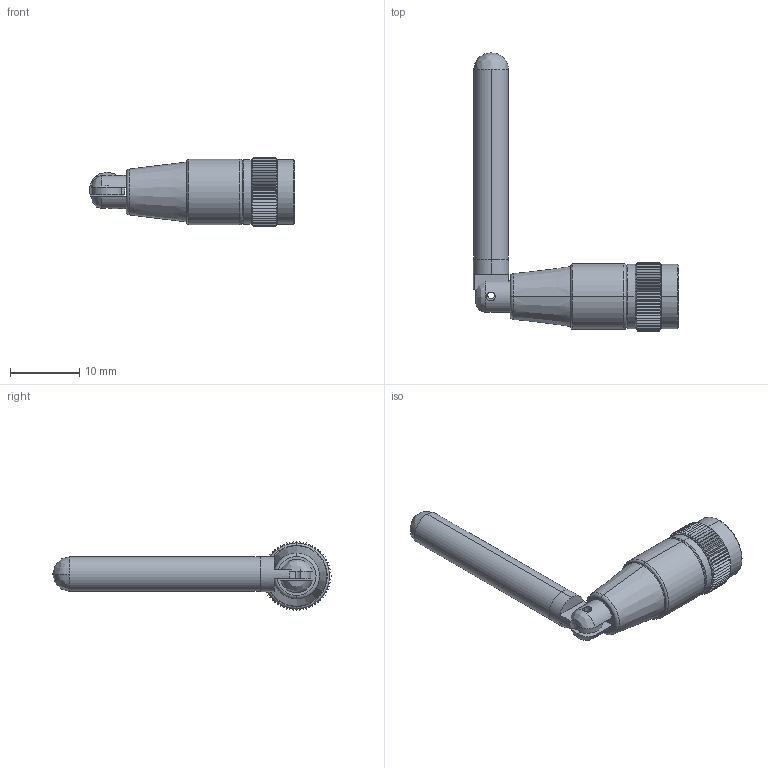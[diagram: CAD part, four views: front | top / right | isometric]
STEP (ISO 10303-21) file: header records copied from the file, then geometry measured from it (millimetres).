
FILE_DESCRIPTION (( 'STEP AP214' ), '1' );
FILE_NAME ('GW.05.0153_Web.STEP', '2019-12-10T06:03:14', ( '' ), ( '' ), 'SwSTEP 2.0', 'SolidWorks 2017', '' );
FILE_SCHEMA (( 'AUTOMOTIVE_DESIGN' ));
Length unit declared in the file: millimetre
Products named in the file (5): GW.05-A02; GW.05.0153_Web; GW.05-A01
Assembly tree (2 placements, depth 2):
  GW.05-A02
  GW.05.0153_Web
    GW.05-A01
    GW.05-A02
  GW.05-A01
Bounding box: 29.71 x 40.29 x 10 mm (x, y, z)
Volume: 2021.6 mm3; surface area: 1737.1 mm2
Topology: 2 solids, 2 shells, 359 faces, 735 edges, 392 vertices
Faces by surface type: cone 166, plane 148, cylinder 33, torus 8, bspline 4
Entity records: 13578 total; most frequent: CARTESIAN_POINT 2432, ORIENTED_EDGE 1470, DIRECTION 1447, EDGE_CURVE 735, AXIS2_PLACEMENT_3D 619, VERTEX_POINT 392, EDGE_LOOP 377, UNCERTAINTY_MEASURE_WITH_UNIT 366
